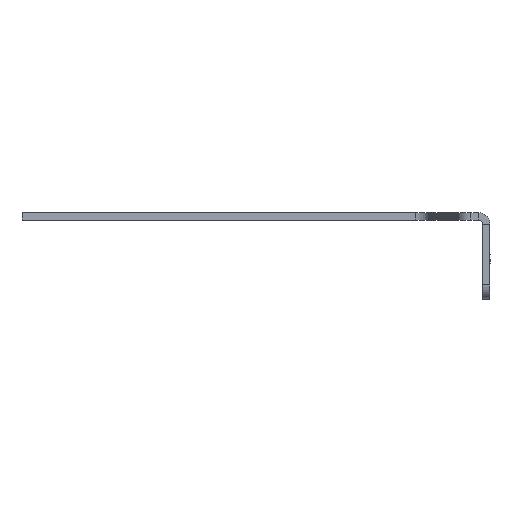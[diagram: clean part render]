
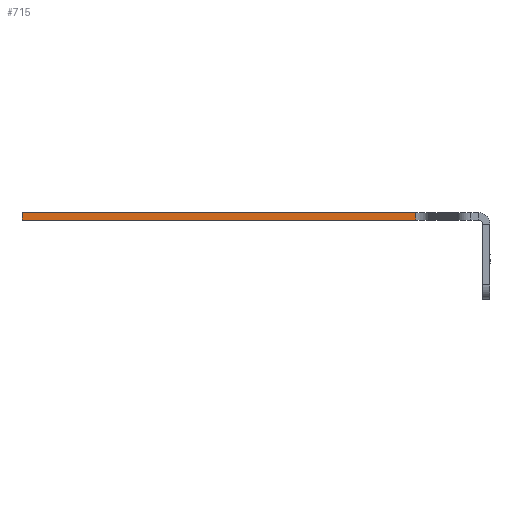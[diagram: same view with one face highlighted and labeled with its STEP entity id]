
A CAD part, left-side view. The second image highlights one B-rep face of the part: STEP entity #715.
In plain terms, the highlighted planar face has unit normal (-1, 0, 0).
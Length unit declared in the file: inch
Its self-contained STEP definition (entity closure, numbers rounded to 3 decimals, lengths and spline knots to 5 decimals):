
#40 = VECTOR ( 'NONE', #605, 39.37008 ) ;
#63 = CARTESIAN_POINT ( 'NONE',  ( -2.777, 3.937, 6.251 ) ) ;
#161 = EDGE_CURVE ( 'NONE', #817, #2004, #649, .T. ) ;
#176 = FACE_OUTER_BOUND ( 'NONE', #1829, .T. ) ;
#231 = DIRECTION ( 'NONE',  ( 0., 0., 1. ) ) ;
#256 = CARTESIAN_POINT ( 'NONE',  ( -2.777, 0.52033, 6.251 ) ) ;
#313 = VERTEX_POINT ( 'NONE', #854 ) ;
#324 = PLANE ( 'NONE',  #1805 ) ;
#431 = LINE ( 'NONE', #256, #689 ) ;
#507 = CARTESIAN_POINT ( 'NONE',  ( -2.777, 3.937, 6.251 ) ) ;
#567 = VECTOR ( 'NONE', #1988, 39.37008 ) ;
#581 = ORIENTED_EDGE ( 'NONE', *, *, #1098, .T. ) ;
#605 = DIRECTION ( 'NONE',  ( 0., 0., -1. ) ) ;
#649 = LINE ( 'NONE', #959, #40 ) ;
#660 = LINE ( 'NONE', #507, #2118 ) ;
#689 = VECTOR ( 'NONE', #231, 39.37008 ) ;
#715 = ADVANCED_FACE ( 'NONE', ( #176 ), #324, .F. ) ;
#817 = VERTEX_POINT ( 'NONE', #63 ) ;
#827 = CARTESIAN_POINT ( 'NONE',  ( -2.777, 3.937, 6.188 ) ) ;
#854 = CARTESIAN_POINT ( 'NONE',  ( -2.777, 0.52033, 6.188 ) ) ;
#959 = CARTESIAN_POINT ( 'NONE',  ( -2.777, 3.937, 6.251 ) ) ;
#1086 = EDGE_CURVE ( 'NONE', #817, #2091, #660, .T. ) ;
#1098 = EDGE_CURVE ( 'NONE', #2004, #313, #1458, .T. ) ;
#1308 = ORIENTED_EDGE ( 'NONE', *, *, #1086, .F. ) ;
#1325 = DIRECTION ( 'NONE',  ( 0., -1., 0. ) ) ;
#1401 = ORIENTED_EDGE ( 'NONE', *, *, #161, .T. ) ;
#1404 = CARTESIAN_POINT ( 'NONE',  ( -2.777, 0.52033, 6.251 ) ) ;
#1458 = LINE ( 'NONE', #827, #567 ) ;
#1576 = EDGE_CURVE ( 'NONE', #313, #2091, #431, .T. ) ;
#1638 = DIRECTION ( 'NONE',  ( 1., 0., 0. ) ) ;
#1805 = AXIS2_PLACEMENT_3D ( 'NONE', #1806, #1638, #1990 ) ;
#1806 = CARTESIAN_POINT ( 'NONE',  ( -2.777, 3.937, 6.251 ) ) ;
#1829 = EDGE_LOOP ( 'NONE', ( #581, #1936, #1308, #1401 ) ) ;
#1883 = CARTESIAN_POINT ( 'NONE',  ( -2.777, 3.937, 6.188 ) ) ;
#1936 = ORIENTED_EDGE ( 'NONE', *, *, #1576, .T. ) ;
#1988 = DIRECTION ( 'NONE',  ( 0., -1., 0. ) ) ;
#1990 = DIRECTION ( 'NONE',  ( 0., 1., 0. ) ) ;
#2004 = VERTEX_POINT ( 'NONE', #1883 ) ;
#2091 = VERTEX_POINT ( 'NONE', #1404 ) ;
#2118 = VECTOR ( 'NONE', #1325, 39.37008 ) ;
